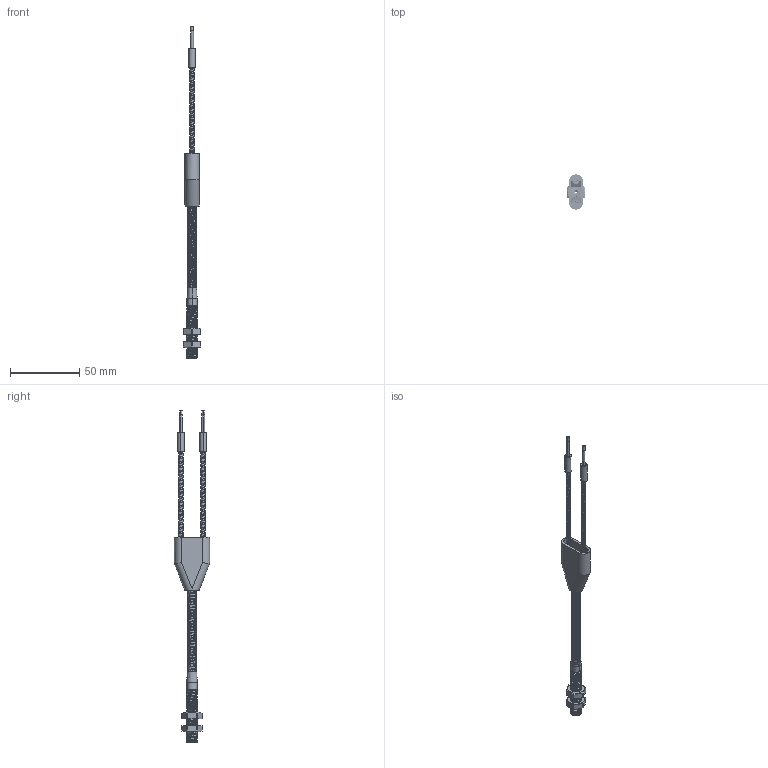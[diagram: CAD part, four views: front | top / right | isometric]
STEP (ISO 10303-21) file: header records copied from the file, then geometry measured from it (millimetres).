
FILE_DESCRIPTION((''),'2;1');
FILE_NAME('195903_ASM','2016-07-20T',('PDMAdmin'),(''),'PRO/ENGINEER BY PARAMETRIC TECHNOLOGY CORPORATION, 2016010','PRO/ENGINEER BY PARAMETRIC TECHNOLOGY CORPORATION, 2016010','');
FILE_SCHEMA(('CONFIG_CONTROL_DESIGN'));
Length unit declared in the file: inch
Products named in the file (9): SHRINK_TUBE_3X-25_X_1-5; SS_TUBING_25; COLLAR_-5_X_-29; 5-16_X_24_FERRULE_SS_AF0; 5-16-24_JAM_NUT_SS; SS_TUBING_STW_-120; B159450; 801407_ASM; 195903_ASM
Assembly tree (11 placements, depth 3):
  195903_ASM
    801407_ASM
      SHRINK_TUBE_3X-25_X_1-5
      SS_TUBING_25
      COLLAR_-5_X_-29
      5-16_X_24_FERRULE_SS_AF0
      5-16-24_JAM_NUT_SS  x2
      SS_TUBING_STW_-120  x2
      B159450  x2
Bounding box: 12.74 x 25.4 x 239.71 mm (x, y, z)
Volume: 8100.1 mm3; surface area: 17115.6 mm2
Topology: 10 solids, 10 shells, 503 faces, 1151 edges, 671 vertices
Faces by surface type: bspline 272, cylinder 120, cone 62, plane 49
Entity records: 59520 total; most frequent: CARTESIAN_POINT 52175, ORIENTED_EDGE 1732, DIRECTION 978, EDGE_CURVE 866, VERTEX_POINT 509, B_SPLINE_CURVE_WITH_KNOTS 392, EDGE_LOOP 385, VECTOR 376
